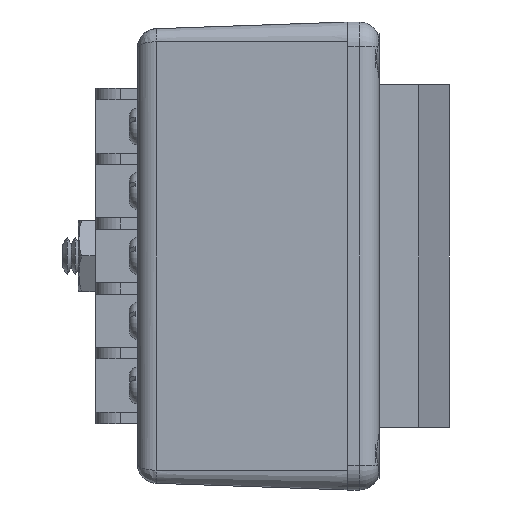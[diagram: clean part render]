
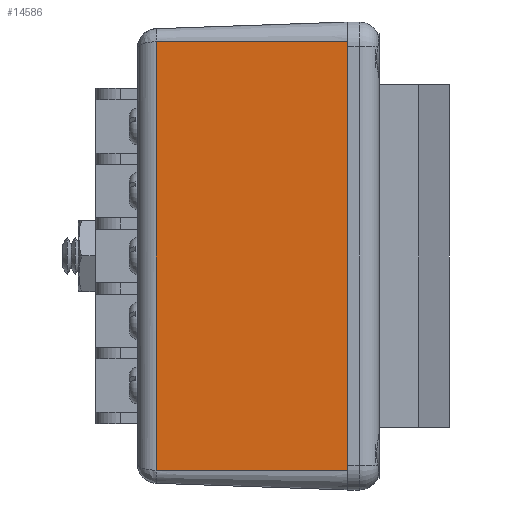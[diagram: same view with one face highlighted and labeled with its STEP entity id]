
A CAD part, left-side view. The second image highlights one B-rep face of the part: STEP entity #14586.
In plain terms, the highlighted planar face has unit normal (-0.999, 0.035, 0).
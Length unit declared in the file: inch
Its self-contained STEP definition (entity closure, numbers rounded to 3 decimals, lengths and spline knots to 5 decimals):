
#4958 = VERTEX_POINT ( 'NONE', #6482 ) ;
#6482 = CARTESIAN_POINT ( 'NONE',  ( -2.188, 0., -1.085 ) ) ;
#7393 = EDGE_LOOP ( 'NONE', ( #7582, #7591, #7511, #7613 ) ) ;
#7511 = ORIENTED_EDGE ( 'NONE', *, *, #50351, .T. ) ;
#7582 = ORIENTED_EDGE ( 'NONE', *, *, #50357, .F. ) ;
#7591 = ORIENTED_EDGE ( 'NONE', *, *, #50358, .T. ) ;
#7613 = ORIENTED_EDGE ( 'NONE', *, *, #50359, .T. ) ;
#8799 = LINE ( 'NONE', #10514, #8817 ) ;
#8806 = LINE ( 'NONE', #10511, #8810 ) ;
#8809 = LINE ( 'NONE', #10524, #8821 ) ;
#8810 = VECTOR ( 'NONE', #10513, 39.37008 ) ;
#8817 = VECTOR ( 'NONE', #10515, 39.37008 ) ;
#8819 = LINE ( 'NONE', #10530, #8826 ) ;
#8821 = VECTOR ( 'NONE', #10529, 39.37008 ) ;
#8826 = VECTOR ( 'NONE', #10531, 39.37008 ) ;
#10511 = CARTESIAN_POINT ( 'NONE',  ( -2.188, 0., -1.085 ) ) ;
#10513 = DIRECTION ( 'NONE',  ( -0.035, -0.999, 0. ) ) ;
#10514 = CARTESIAN_POINT ( 'NONE',  ( -2.188, 0., 1.085 ) ) ;
#10515 = DIRECTION ( 'NONE',  ( -0.035, -0.999, 0. ) ) ;
#10524 = CARTESIAN_POINT ( 'NONE',  ( -2.15421, 0.96749, -1.085 ) ) ;
#10529 = DIRECTION ( 'NONE',  ( 0., 0., -1. ) ) ;
#10530 = CARTESIAN_POINT ( 'NONE',  ( -2.188, 0., -1.085 ) ) ;
#10531 = DIRECTION ( 'NONE',  ( 0., 0., 1. ) ) ;
#14586 = ADVANCED_FACE ( 'NONE', ( #37782 ), #37337, .T. ) ;
#29481 = CARTESIAN_POINT ( 'NONE',  ( -2.188, 0., 1.085 ) ) ;
#29507 = CARTESIAN_POINT ( 'NONE',  ( -2.15421, 0.96749, 1.085 ) ) ;
#29534 = CARTESIAN_POINT ( 'NONE',  ( -2.15421, 0.96749, -1.085 ) ) ;
#37337 = PLANE ( 'NONE',  #49708 ) ;
#37347 = CARTESIAN_POINT ( 'NONE',  ( -2.188, 0., -1.085 ) ) ;
#37349 = DIRECTION ( 'NONE',  ( -0.999, 0.035, 0. ) ) ;
#37350 = DIRECTION ( 'NONE',  ( -0.035, -0.999, 0. ) ) ;
#37782 = FACE_OUTER_BOUND ( 'NONE', #7393, .T. ) ;
#42025 = VERTEX_POINT ( 'NONE', #29481 ) ;
#42057 = VERTEX_POINT ( 'NONE', #29507 ) ;
#42093 = VERTEX_POINT ( 'NONE', #29534 ) ;
#49708 = AXIS2_PLACEMENT_3D ( 'NONE', #37347, #37349, #37350 ) ;
#50351 = EDGE_CURVE ( 'NONE', #42093, #4958, #8806, .T. ) ;
#50357 = EDGE_CURVE ( 'NONE', #42057, #42025, #8799, .T. ) ;
#50358 = EDGE_CURVE ( 'NONE', #42057, #42093, #8809, .T. ) ;
#50359 = EDGE_CURVE ( 'NONE', #4958, #42025, #8819, .T. ) ;
